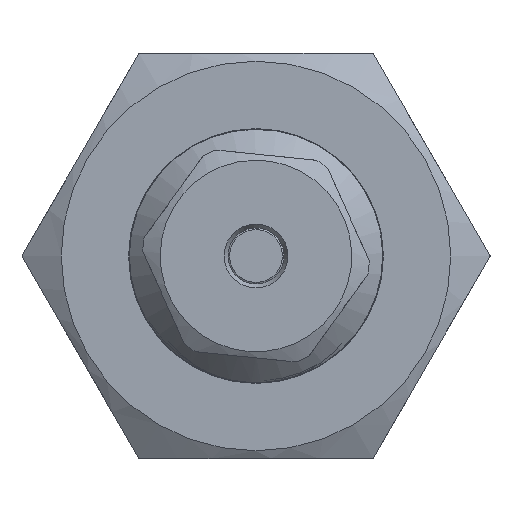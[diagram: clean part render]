
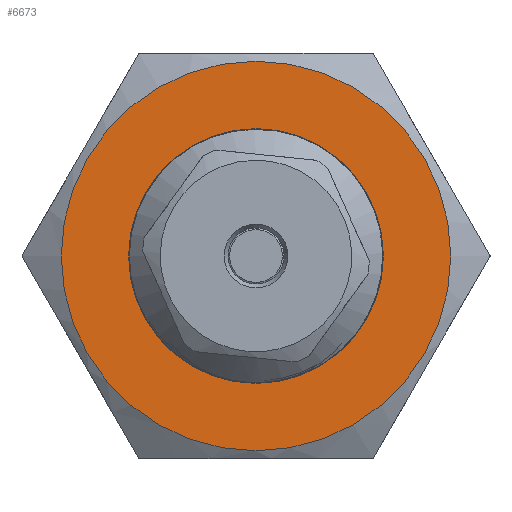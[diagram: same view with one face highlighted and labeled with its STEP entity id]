
A CAD part, left-side view. The second image highlights one B-rep face of the part: STEP entity #6673.
In plain terms, the highlighted planar face has unit normal (-1, 0, 0).
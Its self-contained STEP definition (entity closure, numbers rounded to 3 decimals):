
#6622=CARTESIAN_POINT('',(0.0,-3.991,0.));
#6623=VERTEX_POINT('',#6622);
#6624=CARTESIAN_POINT('',(0.0,0.0,0.0));
#6625=DIRECTION('',(-1.0,0.0,0.0));
#6626=DIRECTION('',(0.0,1.0,0.0));
#6627=AXIS2_PLACEMENT_3D('',#6624,#6625,#6626);
#6628=CIRCLE('',#6627,3.991);
#6629=EDGE_CURVE('',#6623,#6623,#6628,.T.);
#6654=CARTESIAN_POINT('',(0.0,3.05,0.0));
#6655=DIRECTION('',(-1.0,0.0,0.0));
#6656=DIRECTION('',(0.0,0.0,1.0));
#6657=AXIS2_PLACEMENT_3D('',#6654,#6655,#6656);
#6658=PLANE('',#6657);
#6659=CARTESIAN_POINT('',(0.0,6.1,0.0));
#6660=VERTEX_POINT('',#6659);
#6661=CARTESIAN_POINT('',(0.0,0.0,0.0));
#6662=DIRECTION('',(1.0,0.0,0.0));
#6663=DIRECTION('',(0.0,1.0,0.0));
#6664=AXIS2_PLACEMENT_3D('',#6661,#6662,#6663);
#6665=CIRCLE('',#6664,6.1);
#6666=EDGE_CURVE('',#6660,#6660,#6665,.T.);
#6667=ORIENTED_EDGE('',*,*,#6666,.F.);
#6668=EDGE_LOOP('',(#6667));
#6669=FACE_OUTER_BOUND('',#6668,.T.);
#6670=ORIENTED_EDGE('',*,*,#6629,.F.);
#6671=EDGE_LOOP('',(#6670));
#6672=FACE_BOUND('',#6671,.T.);
#6673=ADVANCED_FACE('',(#6669,#6672),#6658,.T.);
